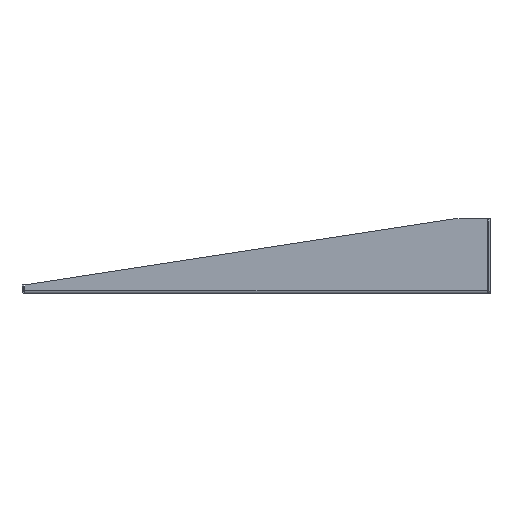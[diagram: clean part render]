
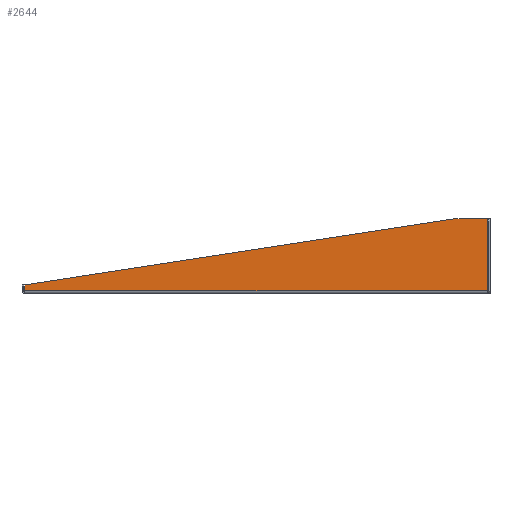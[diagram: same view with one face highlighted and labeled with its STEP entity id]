
A CAD part, left-side view. The second image highlights one B-rep face of the part: STEP entity #2644.
In plain terms, the highlighted planar face has unit normal (-1, 0, 0).
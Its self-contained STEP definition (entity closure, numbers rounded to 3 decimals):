
#424 = EDGE_LOOP ( 'NONE', ( #2884, #2262, #5653, #1802, #6564 ) ) ;
#515 = EDGE_CURVE ( 'NONE', #5890, #788, #1774, .T. ) ;
#775 = EDGE_CURVE ( 'NONE', #5477, #788, #2334, .T. ) ;
#788 = VERTEX_POINT ( 'NONE', #4286 ) ;
#795 = LINE ( 'NONE', #4241, #1183 ) ;
#843 = CARTESIAN_POINT ( 'NONE',  ( 0., 0., 86. ) ) ;
#978 = AXIS2_PLACEMENT_3D ( 'NONE', #5417, #7332, #2663 ) ;
#1183 = VECTOR ( 'NONE', #3420, 1000. ) ;
#1774 = LINE ( 'NONE', #7181, #3010 ) ;
#1802 = ORIENTED_EDGE ( 'NONE', *, *, #775, .F. ) ;
#1838 = LINE ( 'NONE', #3797, #3488 ) ;
#2262 = ORIENTED_EDGE ( 'NONE', *, *, #2585, .F. ) ;
#2334 = LINE ( 'NONE', #4995, #2409 ) ;
#2409 = VECTOR ( 'NONE', #2811, 1000. ) ;
#2585 = EDGE_CURVE ( 'NONE', #5890, #7803, #1838, .T. ) ;
#2644 = ADVANCED_FACE ( 'NONE', ( #6676 ), #7410, .F. ) ;
#2663 = DIRECTION ( 'NONE',  ( 0., 0., -1. ) ) ;
#2811 = DIRECTION ( 'NONE',  ( 0., 1., 0. ) ) ;
#2884 = ORIENTED_EDGE ( 'NONE', *, *, #8299, .T. ) ;
#3010 = VECTOR ( 'NONE', #5047, 1000. ) ;
#3420 = DIRECTION ( 'NONE',  ( 0., 1., 0. ) ) ;
#3435 = CARTESIAN_POINT ( 'NONE',  ( 0., 0., 0. ) ) ;
#3488 = VECTOR ( 'NONE', #7855, 1000. ) ;
#3797 = CARTESIAN_POINT ( 'NONE',  ( 0., 37., 86. ) ) ;
#4241 = CARTESIAN_POINT ( 'NONE',  ( 0., 0., 86. ) ) ;
#4286 = CARTESIAN_POINT ( 'NONE',  ( 0., 544., 1. ) ) ;
#4427 = VERTEX_POINT ( 'NONE', #843 ) ;
#4488 = CARTESIAN_POINT ( 'NONE',  ( 0., 544., 8. ) ) ;
#4995 = CARTESIAN_POINT ( 'NONE',  ( 0., 544., 1. ) ) ;
#5047 = DIRECTION ( 'NONE',  ( 0., 0., -1. ) ) ;
#5365 = DIRECTION ( 'NONE',  ( 0., 0., 1. ) ) ;
#5417 = CARTESIAN_POINT ( 'NONE',  ( 0., 0., 0. ) ) ;
#5477 = VERTEX_POINT ( 'NONE', #8349 ) ;
#5653 = ORIENTED_EDGE ( 'NONE', *, *, #515, .T. ) ;
#5890 = VERTEX_POINT ( 'NONE', #4488 ) ;
#6564 = ORIENTED_EDGE ( 'NONE', *, *, #7912, .T. ) ;
#6676 = FACE_OUTER_BOUND ( 'NONE', #424, .T. ) ;
#7181 = CARTESIAN_POINT ( 'NONE',  ( 0., 544., 0. ) ) ;
#7332 = DIRECTION ( 'NONE',  ( 1., 0., 0. ) ) ;
#7410 = PLANE ( 'NONE',  #978 ) ;
#7725 = VECTOR ( 'NONE', #5365, 1000. ) ;
#7803 = VERTEX_POINT ( 'NONE', #7842 ) ;
#7842 = CARTESIAN_POINT ( 'NONE',  ( 0., 37., 86. ) ) ;
#7855 = DIRECTION ( 'NONE',  ( 0., -0.988, 0.152 ) ) ;
#7912 = EDGE_CURVE ( 'NONE', #5477, #4427, #8640, .T. ) ;
#8299 = EDGE_CURVE ( 'NONE', #4427, #7803, #795, .T. ) ;
#8349 = CARTESIAN_POINT ( 'NONE',  ( 0., 0., 1. ) ) ;
#8640 = LINE ( 'NONE', #3435, #7725 ) ;
